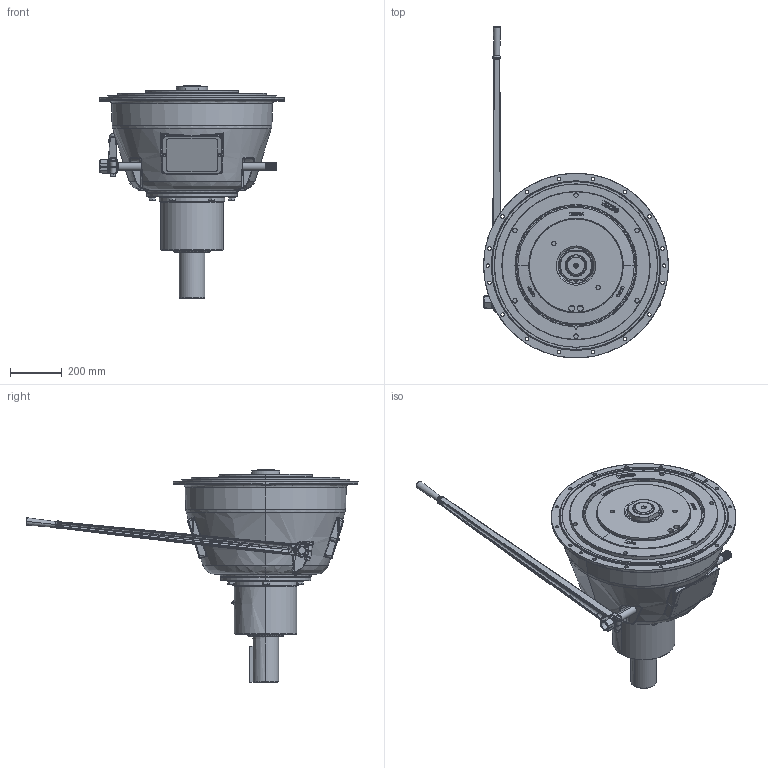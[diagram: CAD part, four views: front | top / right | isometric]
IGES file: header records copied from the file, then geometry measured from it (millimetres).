
Start section: SolidWorks IGES file using analytic representation for surfaces
Global section: file name: SP318P011.IGS; native system: SolidWorks 2010; preprocessor: SolidWorks 2010; author: walterk; date: 160325.174514; units: millimetre
Bounding box: 711.2 x 1278.18 x 820.27 mm (x, y, z)
Surface area: 2617711.6 mm2 (no closed solid volume)
Topology: 0 solids, 0 shells, 1116 faces, 22436 edges, 22421 vertices
Faces by surface type: bspline 732, revolution 384
